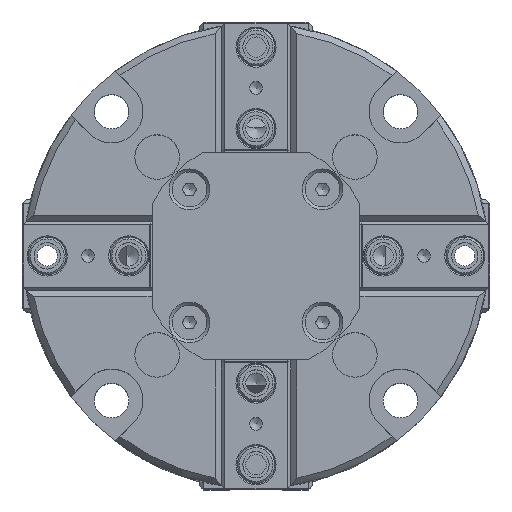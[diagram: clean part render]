
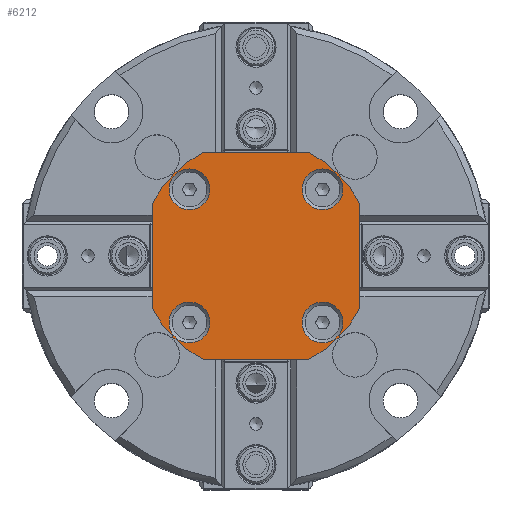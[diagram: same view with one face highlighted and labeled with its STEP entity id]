
A CAD part, top view. The second image highlights one B-rep face of the part: STEP entity #6212.
In plain terms, the highlighted planar face has unit normal (0, 0, 1).
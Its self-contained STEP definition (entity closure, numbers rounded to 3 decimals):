
#301=FACE_BOUND('',#1202,.T.);
#302=FACE_BOUND('',#1203,.T.);
#303=FACE_BOUND('',#1204,.T.);
#304=FACE_BOUND('',#1205,.T.);
#424=PLANE('',#6937);
#823=FACE_OUTER_BOUND('',#1201,.T.);
#1201=EDGE_LOOP('',(#5386,#5387,#5388,#5389,#5390,#5391,#5392,#5393));
#1202=EDGE_LOOP('',(#5394,#5395));
#1203=EDGE_LOOP('',(#5396,#5397));
#1204=EDGE_LOOP('',(#5398,#5399));
#1205=EDGE_LOOP('',(#5400,#5401));
#1585=LINE('',#11207,#2056);
#1589=LINE('',#11219,#2060);
#1593=LINE('',#11231,#2064);
#1597=LINE('',#11241,#2068);
#2056=VECTOR('',#8384,10.);
#2060=VECTOR('',#8396,10.);
#2064=VECTOR('',#8408,10.);
#2068=VECTOR('',#8420,10.);
#2485=CIRCLE('',#6894,3.25);
#2486=CIRCLE('',#6895,3.25);
#2490=CIRCLE('',#6901,3.25);
#2491=CIRCLE('',#6902,3.25);
#2495=CIRCLE('',#6908,3.25);
#2496=CIRCLE('',#6909,3.25);
#2500=CIRCLE('',#6915,3.25);
#2501=CIRCLE('',#6916,3.25);
#2506=CIRCLE('',#6923,18.5);
#2508=CIRCLE('',#6927,18.5);
#2510=CIRCLE('',#6931,18.5);
#2512=CIRCLE('',#6935,18.5);
#2988=VERTEX_POINT('',#11139);
#2989=VERTEX_POINT('',#11140);
#2993=VERTEX_POINT('',#11153);
#2994=VERTEX_POINT('',#11154);
#2998=VERTEX_POINT('',#11167);
#2999=VERTEX_POINT('',#11168);
#3003=VERTEX_POINT('',#11181);
#3004=VERTEX_POINT('',#11182);
#3010=VERTEX_POINT('',#11198);
#3011=VERTEX_POINT('',#11200);
#3013=VERTEX_POINT('',#11206);
#3015=VERTEX_POINT('',#11212);
#3017=VERTEX_POINT('',#11218);
#3019=VERTEX_POINT('',#11224);
#3021=VERTEX_POINT('',#11230);
#3023=VERTEX_POINT('',#11236);
#3800=EDGE_CURVE('',#2988,#2989,#2485,.T.);
#3801=EDGE_CURVE('',#2989,#2988,#2486,.T.);
#3807=EDGE_CURVE('',#2993,#2994,#2490,.T.);
#3808=EDGE_CURVE('',#2994,#2993,#2491,.T.);
#3814=EDGE_CURVE('',#2998,#2999,#2495,.T.);
#3815=EDGE_CURVE('',#2999,#2998,#2496,.T.);
#3821=EDGE_CURVE('',#3003,#3004,#2500,.T.);
#3822=EDGE_CURVE('',#3004,#3003,#2501,.T.);
#3830=EDGE_CURVE('',#3011,#3010,#2506,.T.);
#3833=EDGE_CURVE('',#3013,#3011,#1585,.T.);
#3836=EDGE_CURVE('',#3015,#3013,#2508,.T.);
#3839=EDGE_CURVE('',#3017,#3015,#1589,.T.);
#3842=EDGE_CURVE('',#3019,#3017,#2510,.T.);
#3845=EDGE_CURVE('',#3021,#3019,#1593,.T.);
#3848=EDGE_CURVE('',#3023,#3021,#2512,.T.);
#3851=EDGE_CURVE('',#3010,#3023,#1597,.T.);
#5386=ORIENTED_EDGE('',*,*,#3851,.T.);
#5387=ORIENTED_EDGE('',*,*,#3848,.T.);
#5388=ORIENTED_EDGE('',*,*,#3845,.T.);
#5389=ORIENTED_EDGE('',*,*,#3842,.T.);
#5390=ORIENTED_EDGE('',*,*,#3839,.T.);
#5391=ORIENTED_EDGE('',*,*,#3836,.T.);
#5392=ORIENTED_EDGE('',*,*,#3833,.T.);
#5393=ORIENTED_EDGE('',*,*,#3830,.T.);
#5394=ORIENTED_EDGE('',*,*,#3800,.T.);
#5395=ORIENTED_EDGE('',*,*,#3801,.T.);
#5396=ORIENTED_EDGE('',*,*,#3807,.T.);
#5397=ORIENTED_EDGE('',*,*,#3808,.T.);
#5398=ORIENTED_EDGE('',*,*,#3814,.T.);
#5399=ORIENTED_EDGE('',*,*,#3815,.T.);
#5400=ORIENTED_EDGE('',*,*,#3821,.T.);
#5401=ORIENTED_EDGE('',*,*,#3822,.T.);
#6212=ADVANCED_FACE('',(#823,#301,#302,#303,#304),#424,.T.);
#6894=AXIS2_PLACEMENT_3D('',#11141,#8311,#8312);
#6895=AXIS2_PLACEMENT_3D('',#11142,#8313,#8314);
#6901=AXIS2_PLACEMENT_3D('',#11155,#8327,#8328);
#6902=AXIS2_PLACEMENT_3D('',#11156,#8329,#8330);
#6908=AXIS2_PLACEMENT_3D('',#11169,#8343,#8344);
#6909=AXIS2_PLACEMENT_3D('',#11170,#8345,#8346);
#6915=AXIS2_PLACEMENT_3D('',#11183,#8359,#8360);
#6916=AXIS2_PLACEMENT_3D('',#11184,#8361,#8362);
#6923=AXIS2_PLACEMENT_3D('',#11201,#8378,#8379);
#6927=AXIS2_PLACEMENT_3D('',#11213,#8390,#8391);
#6931=AXIS2_PLACEMENT_3D('',#11225,#8402,#8403);
#6935=AXIS2_PLACEMENT_3D('',#11237,#8414,#8415);
#6937=AXIS2_PLACEMENT_3D('',#11242,#8421,#8422);
#8311=DIRECTION('center_axis',(0.,0.,-1.));
#8312=DIRECTION('ref_axis',(1.,0.,0.));
#8313=DIRECTION('center_axis',(0.,0.,-1.));
#8314=DIRECTION('ref_axis',(1.,0.,0.));
#8327=DIRECTION('center_axis',(0.,0.,-1.));
#8328=DIRECTION('ref_axis',(1.,0.,0.));
#8329=DIRECTION('center_axis',(0.,0.,-1.));
#8330=DIRECTION('ref_axis',(1.,0.,0.));
#8343=DIRECTION('center_axis',(0.,0.,-1.));
#8344=DIRECTION('ref_axis',(1.,0.,0.));
#8345=DIRECTION('center_axis',(0.,0.,-1.));
#8346=DIRECTION('ref_axis',(1.,0.,0.));
#8359=DIRECTION('center_axis',(0.,0.,-1.));
#8360=DIRECTION('ref_axis',(1.,0.,0.));
#8361=DIRECTION('center_axis',(0.,0.,-1.));
#8362=DIRECTION('ref_axis',(1.,0.,0.));
#8378=DIRECTION('center_axis',(0.,0.,1.));
#8379=DIRECTION('ref_axis',(-0.892,-0.452,0.));
#8384=DIRECTION('',(0.,-1.,0.));
#8390=DIRECTION('center_axis',(0.,0.,1.));
#8391=DIRECTION('ref_axis',(-0.452,0.892,0.));
#8396=DIRECTION('',(-1.,0.,0.));
#8402=DIRECTION('center_axis',(0.,0.,1.));
#8403=DIRECTION('ref_axis',(0.892,0.452,0.));
#8408=DIRECTION('',(0.,1.,0.));
#8414=DIRECTION('center_axis',(0.,0.,1.));
#8415=DIRECTION('ref_axis',(0.452,-0.892,0.));
#8420=DIRECTION('',(1.,0.,0.));
#8421=DIRECTION('center_axis',(0.,0.,1.));
#8422=DIRECTION('ref_axis',(1.,0.,0.));
#11139=CARTESIAN_POINT('',(13.85,-10.6,3.));
#11140=CARTESIAN_POINT('',(7.35,-10.6,3.));
#11141=CARTESIAN_POINT('Origin',(10.6,-10.6,3.));
#11142=CARTESIAN_POINT('Origin',(10.6,-10.6,3.));
#11153=CARTESIAN_POINT('',(-7.35,10.6,3.));
#11154=CARTESIAN_POINT('',(-13.85,10.6,3.));
#11155=CARTESIAN_POINT('Origin',(-10.6,10.6,3.));
#11156=CARTESIAN_POINT('Origin',(-10.6,10.6,3.));
#11167=CARTESIAN_POINT('',(13.85,10.6,3.));
#11168=CARTESIAN_POINT('',(7.35,10.6,3.));
#11169=CARTESIAN_POINT('Origin',(10.6,10.6,3.));
#11170=CARTESIAN_POINT('Origin',(10.6,10.6,3.));
#11181=CARTESIAN_POINT('',(-7.35,-10.6,3.));
#11182=CARTESIAN_POINT('',(-13.85,-10.6,3.));
#11183=CARTESIAN_POINT('Origin',(-10.6,-10.6,3.));
#11184=CARTESIAN_POINT('Origin',(-10.6,-10.6,3.));
#11198=CARTESIAN_POINT('',(-8.367,-16.5,3.));
#11200=CARTESIAN_POINT('',(-16.5,-8.367,3.));
#11201=CARTESIAN_POINT('Origin',(0.,0.,3.));
#11206=CARTESIAN_POINT('',(-16.5,8.367,3.));
#11207=CARTESIAN_POINT('',(-16.5,8.367,3.));
#11212=CARTESIAN_POINT('',(-8.367,16.5,3.));
#11213=CARTESIAN_POINT('Origin',(0.,0.,3.));
#11218=CARTESIAN_POINT('',(8.367,16.5,3.));
#11219=CARTESIAN_POINT('',(8.367,16.5,3.));
#11224=CARTESIAN_POINT('',(16.5,8.367,3.));
#11225=CARTESIAN_POINT('Origin',(0.,0.,3.));
#11230=CARTESIAN_POINT('',(16.5,-8.367,3.));
#11231=CARTESIAN_POINT('',(16.5,-8.367,3.));
#11236=CARTESIAN_POINT('',(8.367,-16.5,3.));
#11237=CARTESIAN_POINT('Origin',(0.,0.,3.));
#11241=CARTESIAN_POINT('',(-8.367,-16.5,3.));
#11242=CARTESIAN_POINT('Origin',(0.,0.,
3.));
